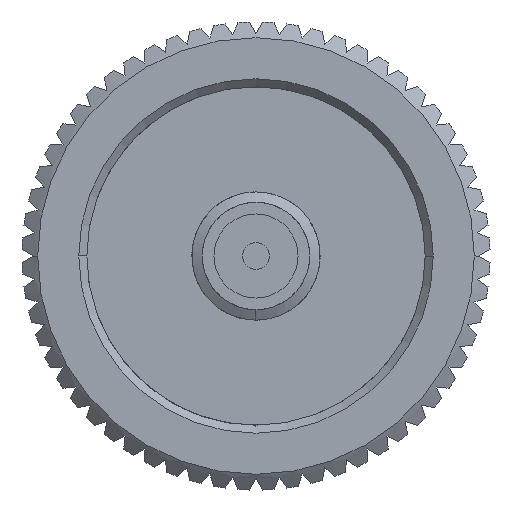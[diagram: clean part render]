
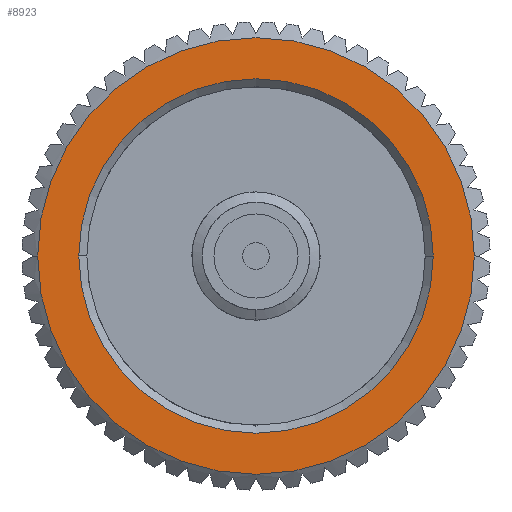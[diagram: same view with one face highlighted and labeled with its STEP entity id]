
A CAD part, left-side view. The second image highlights one B-rep face of the part: STEP entity #8923.
In plain terms, the highlighted planar face has unit normal (-1, 0, 0).
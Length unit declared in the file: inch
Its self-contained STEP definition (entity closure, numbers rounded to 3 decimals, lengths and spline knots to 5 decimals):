
#101 = CARTESIAN_POINT ( 'NONE',  ( 0., 0., 0. ) ) ;
#267 = CIRCLE ( 'NONE', #4942, 0.33 ) ;
#317 = DIRECTION ( 'NONE',  ( -1., 0., 0. ) ) ;
#390 = DIRECTION ( 'NONE',  ( 0., -1., 0. ) ) ;
#520 = CARTESIAN_POINT ( 'NONE',  ( 0., -0.33, 0. ) ) ;
#659 = ORIENTED_EDGE ( 'NONE', *, *, #3718, .T. ) ;
#812 = EDGE_LOOP ( 'NONE', ( #1862, #1537 ) ) ;
#966 = CARTESIAN_POINT ( 'NONE',  ( 0., 0., 0. ) ) ;
#1286 = DIRECTION ( 'NONE',  ( -1., 0., 0. ) ) ;
#1373 = ORIENTED_EDGE ( 'NONE', *, *, #3589, .T. ) ;
#1537 = ORIENTED_EDGE ( 'NONE', *, *, #9893, .F. ) ;
#1571 = AXIS2_PLACEMENT_3D ( 'NONE', #966, #3602, #5471 ) ;
#1862 = ORIENTED_EDGE ( 'NONE', *, *, #4034, .F. ) ;
#1867 = DIRECTION ( 'NONE',  ( -1., 0., 0. ) ) ;
#2526 = AXIS2_PLACEMENT_3D ( 'NONE', #4914, #1286, #5676 ) ;
#3589 = EDGE_CURVE ( 'NONE', #6443, #5363, #9224, .T. ) ;
#3602 = DIRECTION ( 'NONE',  ( 1., 0., 0. ) ) ;
#3673 = DIRECTION ( 'NONE',  ( 0., -1., 0. ) ) ;
#3718 = EDGE_CURVE ( 'NONE', #5363, #6443, #9420, .T. ) ;
#4034 = EDGE_CURVE ( 'NONE', #10985, #8200, #267, .T. ) ;
#4335 = EDGE_LOOP ( 'NONE', ( #1373, #659 ) ) ;
#4372 = AXIS2_PLACEMENT_3D ( 'NONE', #10105, #9114, #390 ) ;
#4912 = FACE_BOUND ( 'NONE', #812, .T. ) ;
#4914 = CARTESIAN_POINT ( 'NONE',  ( 0., 0., 0. ) ) ;
#4942 = AXIS2_PLACEMENT_3D ( 'NONE', #8216, #317, #5706 ) ;
#5363 = VERTEX_POINT ( 'NONE', #10214 ) ;
#5471 = DIRECTION ( 'NONE',  ( 0., 1., 0. ) ) ;
#5676 = DIRECTION ( 'NONE',  ( 0., -1., 0. ) ) ;
#5706 = DIRECTION ( 'NONE',  ( 0., -1., 0. ) ) ;
#6443 = VERTEX_POINT ( 'NONE', #11359 ) ;
#6991 = CIRCLE ( 'NONE', #2526, 0.33 ) ;
#7688 = CARTESIAN_POINT ( 'NONE',  ( 0., 0.33, 0. ) ) ;
#8043 = PLANE ( 'NONE',  #1571 ) ;
#8200 = VERTEX_POINT ( 'NONE', #7688 ) ;
#8216 = CARTESIAN_POINT ( 'NONE',  ( 0., 0., 0. ) ) ;
#8666 = AXIS2_PLACEMENT_3D ( 'NONE', #101, #1867, #3673 ) ;
#8923 = ADVANCED_FACE ( 'NONE', ( #9536, #4912 ), #8043, .F. ) ;
#9114 = DIRECTION ( 'NONE',  ( -1., 0., 0. ) ) ;
#9224 = CIRCLE ( 'NONE', #8666, 0.4065 ) ;
#9420 = CIRCLE ( 'NONE', #4372, 0.4065 ) ;
#9536 = FACE_OUTER_BOUND ( 'NONE', #4335, .T. ) ;
#9893 = EDGE_CURVE ( 'NONE', #8200, #10985, #6991, .T. ) ;
#10105 = CARTESIAN_POINT ( 'NONE',  ( 0., 0., 0. ) ) ;
#10214 = CARTESIAN_POINT ( 'NONE',  ( 0., -0.4065, 0. ) ) ;
#10985 = VERTEX_POINT ( 'NONE', #520 ) ;
#11359 = CARTESIAN_POINT ( 'NONE',  ( 0., 0.4065, 0. ) ) ;
